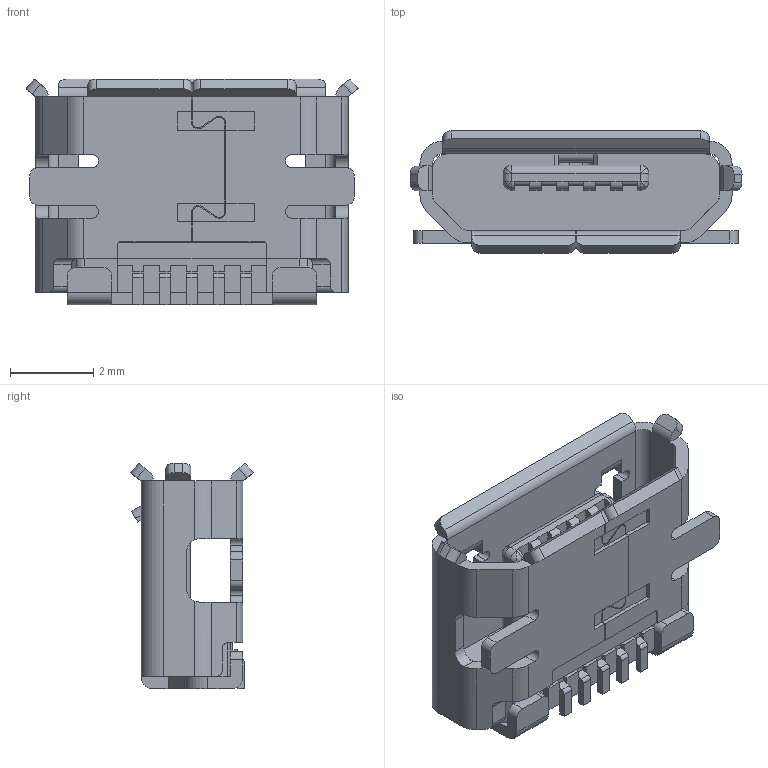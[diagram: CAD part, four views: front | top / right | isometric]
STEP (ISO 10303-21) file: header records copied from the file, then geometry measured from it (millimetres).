
FILE_DESCRIPTION (( 'STEP AP214' ), '1' );
FILE_NAME ('User Library-Micro USB.STEP', '2015-01-24T10:29:04', ( 'Windows User' ), ( '' ), 'SwSTEP 2.0', 'SolidWorks 2015', '' );
FILE_SCHEMA (( 'AUTOMOTIVE_DESIGN' ));
Length unit declared in the file: millimetre
Products named in the file (1): User Library-Micro USB
Bounding box: 7.98 x 2.94 x 5.43 mm (x, y, z)
Volume: 44.4 mm3; surface area: 257.8 mm2
Topology: 1 solids, 1 shells, 414 faces, 1208 edges, 780 vertices
Faces by surface type: plane 275, cylinder 131, bspline 8
Entity records: 18242 total; most frequent: CARTESIAN_POINT 2587, ORIENTED_EDGE 2400, DIRECTION 2252, EDGE_CURVE 1200, VECTOR 914, LINE 914, VERTEX_POINT 780, AXIS2_PLACEMENT_3D 669
